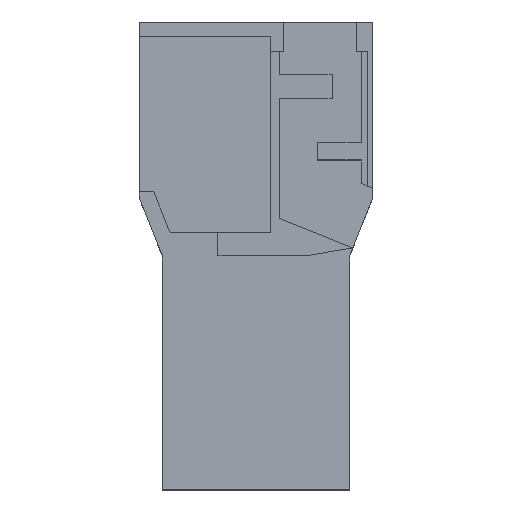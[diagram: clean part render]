
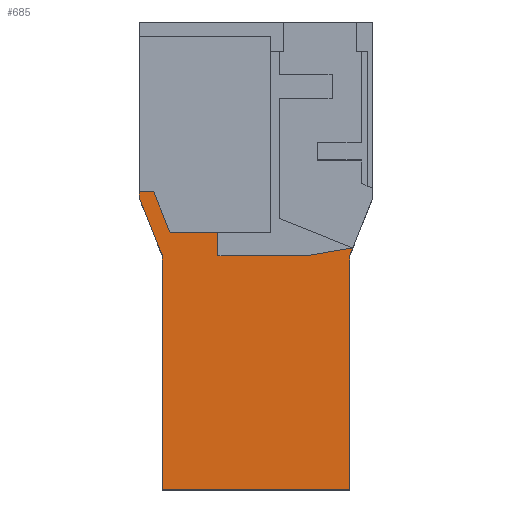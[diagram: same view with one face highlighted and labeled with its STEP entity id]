
A CAD part, top view. The second image highlights one B-rep face of the part: STEP entity #685.
In plain terms, the highlighted planar face has unit normal (0, 0, 1).
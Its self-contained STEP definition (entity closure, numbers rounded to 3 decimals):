
#250 = VERTEX_POINT('',#251);
#251 = CARTESIAN_POINT('',(33.114,2.785,25.));
#257 = EDGE_CURVE('',#250,#258,#260,.T.);
#258 = VERTEX_POINT('',#259);
#259 = CARTESIAN_POINT('',(32.,0.,25.));
#260 = LINE('',#261,#262);
#261 = CARTESIAN_POINT('',(40.,20.,25.));
#262 = VECTOR('',#263,1.);
#263 = DIRECTION('',(-0.371,-0.928,0.));
#489 = VERTEX_POINT('',#490);
#490 = CARTESIAN_POINT('',(-40.,20.,25.));
#523 = VERTEX_POINT('',#524);
#524 = CARTESIAN_POINT('',(-40.,22.,25.));
#530 = EDGE_CURVE('',#523,#489,#531,.T.);
#531 = LINE('',#532,#533);
#532 = CARTESIAN_POINT('',(-40.,80.,25.));
#533 = VECTOR('',#534,1.);
#534 = DIRECTION('',(0.,-1.,0.));
#660 = VERTEX_POINT('',#661);
#661 = CARTESIAN_POINT('',(32.,-80.,25.));
#667 = EDGE_CURVE('',#660,#258,#668,.T.);
#668 = LINE('',#669,#670);
#669 = CARTESIAN_POINT('',(32.,-80.,25.));
#670 = VECTOR('',#671,1.);
#671 = DIRECTION('',(0.,1.,0.));
#685 = ADVANCED_FACE('',(#686),#759,.T.);
#686 = FACE_BOUND('',#687,.T.);
#687 = EDGE_LOOP('',(#688,#689,#697,#705,#713,#721,#729,#735,#736,#744,
    #752,#758));
#688 = ORIENTED_EDGE('',*,*,#257,.F.);
#689 = ORIENTED_EDGE('',*,*,#690,.T.);
#690 = EDGE_CURVE('',#250,#691,#693,.T.);
#691 = VERTEX_POINT('',#692);
#692 = CARTESIAN_POINT('',(17.,0.,25.));
#693 = LINE('',#694,#695);
#694 = CARTESIAN_POINT('',(33.114,2.785,25.));
#695 = VECTOR('',#696,1.);
#696 = DIRECTION('',(-0.985,-0.17,0.));
#697 = ORIENTED_EDGE('',*,*,#698,.T.);
#698 = EDGE_CURVE('',#691,#699,#701,.T.);
#699 = VERTEX_POINT('',#700);
#700 = CARTESIAN_POINT('',(-13.,0.,25.));
#701 = LINE('',#702,#703);
#702 = CARTESIAN_POINT('',(17.,0.,25.));
#703 = VECTOR('',#704,1.);
#704 = DIRECTION('',(-1.,0.,0.));
#705 = ORIENTED_EDGE('',*,*,#706,.T.);
#706 = EDGE_CURVE('',#699,#707,#709,.T.);
#707 = VERTEX_POINT('',#708);
#708 = CARTESIAN_POINT('',(-13.,8.,25.));
#709 = LINE('',#710,#711);
#710 = CARTESIAN_POINT('',(-13.,0.,25.));
#711 = VECTOR('',#712,1.);
#712 = DIRECTION('',(0.,1.,0.));
#713 = ORIENTED_EDGE('',*,*,#714,.F.);
#714 = EDGE_CURVE('',#715,#707,#717,.T.);
#715 = VERTEX_POINT('',#716);
#716 = CARTESIAN_POINT('',(-29.4,8.,25.));
#717 = LINE('',#718,#719);
#718 = CARTESIAN_POINT('',(-29.4,8.,25.));
#719 = VECTOR('',#720,1.);
#720 = DIRECTION('',(1.,0.,0.));
#721 = ORIENTED_EDGE('',*,*,#722,.F.);
#722 = EDGE_CURVE('',#723,#715,#725,.T.);
#723 = VERTEX_POINT('',#724);
#724 = CARTESIAN_POINT('',(-35.,22.,25.));
#725 = LINE('',#726,#727);
#726 = CARTESIAN_POINT('',(-35.,22.,25.));
#727 = VECTOR('',#728,1.);
#728 = DIRECTION('',(0.371,-0.928,0.));
#729 = ORIENTED_EDGE('',*,*,#730,.F.);
#730 = EDGE_CURVE('',#523,#723,#731,.T.);
#731 = LINE('',#732,#733);
#732 = CARTESIAN_POINT('',(-40.,22.,25.));
#733 = VECTOR('',#734,1.);
#734 = DIRECTION('',(1.,0.,0.));
#735 = ORIENTED_EDGE('',*,*,#530,.T.);
#736 = ORIENTED_EDGE('',*,*,#737,.T.);
#737 = EDGE_CURVE('',#489,#738,#740,.T.);
#738 = VERTEX_POINT('',#739);
#739 = CARTESIAN_POINT('',(-32.,0.,25.));
#740 = LINE('',#741,#742);
#741 = CARTESIAN_POINT('',(-40.,20.,25.));
#742 = VECTOR('',#743,1.);
#743 = DIRECTION('',(0.371,-0.928,0.));
#744 = ORIENTED_EDGE('',*,*,#745,.T.);
#745 = EDGE_CURVE('',#738,#746,#748,.T.);
#746 = VERTEX_POINT('',#747);
#747 = CARTESIAN_POINT('',(-32.,-80.,25.));
#748 = LINE('',#749,#750);
#749 = CARTESIAN_POINT('',(-32.,0.,25.));
#750 = VECTOR('',#751,1.);
#751 = DIRECTION('',(0.,-1.,0.));
#752 = ORIENTED_EDGE('',*,*,#753,.T.);
#753 = EDGE_CURVE('',#746,#660,#754,.T.);
#754 = LINE('',#755,#756);
#755 = CARTESIAN_POINT('',(-32.,-80.,25.));
#756 = VECTOR('',#757,1.);
#757 = DIRECTION('',(1.,0.,0.));
#758 = ORIENTED_EDGE('',*,*,#667,.T.);
#759 = PLANE('',#760);
#760 = AXIS2_PLACEMENT_3D('',#761,#762,#763);
#761 = CARTESIAN_POINT('',(-2.288,8.915,25.));
#762 = DIRECTION('',(0.,0.,1.));
#763 = DIRECTION('',(1.,0.,0.));
